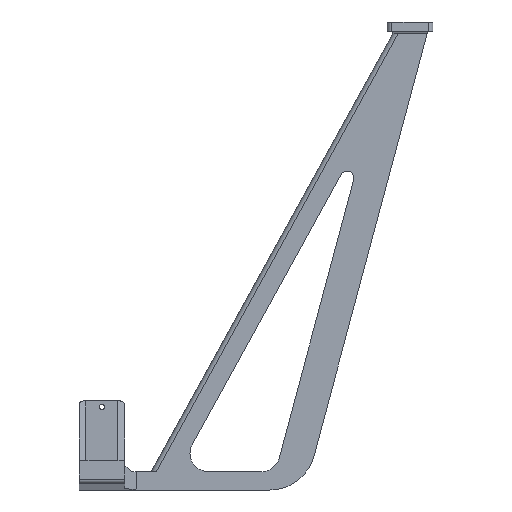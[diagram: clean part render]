
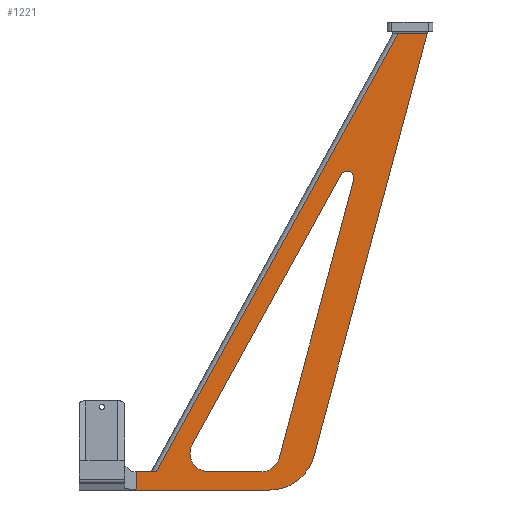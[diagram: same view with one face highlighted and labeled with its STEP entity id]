
A CAD part, left-side view. The second image highlights one B-rep face of the part: STEP entity #1221.
In plain terms, the highlighted planar face has unit normal (-1, 0, 0).
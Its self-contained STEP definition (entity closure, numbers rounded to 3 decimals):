
#12 = DIRECTION ( 'NONE',  ( 0., -1., 0. ) ) ;
#21 = AXIS2_PLACEMENT_3D ( 'NONE', #2094, #1891, #235 ) ;
#25 = VECTOR ( 'NONE', #1431, 1000. ) ;
#31 = VECTOR ( 'NONE', #1671, 1000. ) ;
#34 = CARTESIAN_POINT ( 'NONE',  ( 42.5, 2.083, 0.558 ) ) ;
#41 = EDGE_CURVE ( 'NONE', #1878, #2606, #1354, .T. ) ;
#42 = CARTESIAN_POINT ( 'NONE',  ( 42.5, 40.195, -62.856 ) ) ;
#56 = DIRECTION ( 'NONE',  ( 0., 0., 1. ) ) ;
#66 = DIRECTION ( 'NONE',  ( 0., 0., 1. ) ) ;
#78 = DIRECTION ( 'NONE',  ( 0., 0., 1. ) ) ;
#127 = ORIENTED_EDGE ( 'NONE', *, *, #443, .T. ) ;
#159 = VERTEX_POINT ( 'NONE', #1018 ) ;
#199 = AXIS2_PLACEMENT_3D ( 'NONE', #1998, #744, #78 ) ;
#235 = DIRECTION ( 'NONE',  ( 0., 0., 1. ) ) ;
#274 = CARTESIAN_POINT ( 'NONE',  ( 42.5, 37.568, -64.305 ) ) ;
#281 = CIRCLE ( 'NONE', #21, 8. ) ;
#284 = VECTOR ( 'NONE', #2682, 1000. ) ;
#291 = EDGE_CURVE ( 'NONE', #2606, #334, #446, .T. ) ;
#312 = DIRECTION ( 'NONE',  ( 0., 0., -1. ) ) ;
#325 = EDGE_CURVE ( 'NONE', #334, #2593, #764, .T. ) ;
#334 = VERTEX_POINT ( 'NONE', #1478 ) ;
#364 = VERTEX_POINT ( 'NONE', #2120 ) ;
#377 = AXIS2_PLACEMENT_3D ( 'NONE', #1687, #2526, #636 ) ;
#395 = LINE ( 'NONE', #1437, #1742 ) ;
#443 = EDGE_CURVE ( 'NONE', #716, #1046, #1078, .T. ) ;
#446 = LINE ( 'NONE', #2539, #540 ) ;
#451 = VERTEX_POINT ( 'NONE', #1983 ) ;
#492 = DIRECTION ( 'NONE',  ( 0., 0., 1. ) ) ;
#495 = ORIENTED_EDGE ( 'NONE', *, *, #2366, .T. ) ;
#501 = CARTESIAN_POINT ( 'NONE',  ( 42.5, 0., -193. ) ) ;
#513 = CARTESIAN_POINT ( 'NONE',  ( 42.5, 130., -201. ) ) ;
#540 = VECTOR ( 'NONE', #12, 1000. ) ;
#551 = ORIENTED_EDGE ( 'NONE', *, *, #741, .T. ) ;
#636 = DIRECTION ( 'NONE',  ( 0., 0., 1. ) ) ;
#716 = VERTEX_POINT ( 'NONE', #1056 ) ;
#724 = CIRCLE ( 'NONE', #1300, 8. ) ;
#738 = ORIENTED_EDGE ( 'NONE', *, *, #325, .T. ) ;
#741 = EDGE_CURVE ( 'NONE', #451, #1909, #281, .T. ) ;
#744 = DIRECTION ( 'NONE',  ( 1., 0., 0. ) ) ;
#764 = CIRCLE ( 'NONE', #377, 20. ) ;
#765 = ORIENTED_EDGE ( 'NONE', *, *, #1818, .T. ) ;
#785 = CARTESIAN_POINT ( 'NONE',  ( 42.5, 34.671, -65.082 ) ) ;
#814 = LINE ( 'NONE', #2669, #25 ) ;
#823 = CIRCLE ( 'NONE', #2362, 3. ) ;
#845 = ORIENTED_EDGE ( 'NONE', *, *, #2241, .T. ) ;
#880 = FACE_OUTER_BOUND ( 'NONE', #2238, .T. ) ;
#891 = DIRECTION ( 'NONE',  ( 0., 1., 0. ) ) ;
#918 = CARTESIAN_POINT ( 'NONE',  ( 42.5, 2.5, -1. ) ) ;
#951 = LINE ( 'NONE', #2182, #1128 ) ;
#966 = EDGE_CURVE ( 'NONE', #364, #2490, #2469, .T. ) ;
#1017 = EDGE_CURVE ( 'NONE', #2256, #159, #814, .T. ) ;
#1018 = CARTESIAN_POINT ( 'NONE',  ( 42.5, 121.109, -193. ) ) ;
#1046 = VERTEX_POINT ( 'NONE', #785 ) ;
#1056 = CARTESIAN_POINT ( 'NONE',  ( 42.5, 37.568, -61.305 ) ) ;
#1078 = CIRCLE ( 'NONE', #199, 3. ) ;
#1125 = AXIS2_PLACEMENT_3D ( 'NONE', #1550, #2592, #492 ) ;
#1128 = VECTOR ( 'NONE', #1979, 1000. ) ;
#1137 = EDGE_CURVE ( 'NONE', #2593, #1250, #2090, .T. ) ;
#1158 = LINE ( 'NONE', #1332, #2610 ) ;
#1221 = ADVANCED_FACE ( 'NONE', ( #880, #1720 ), #2581, .T. ) ;
#1240 = DIRECTION ( 'NONE',  ( 0., 1., 0. ) ) ;
#1250 = VERTEX_POINT ( 'NONE', #918 ) ;
#1271 = EDGE_CURVE ( 'NONE', #2311, #364, #724, .T. ) ;
#1300 = AXIS2_PLACEMENT_3D ( 'NONE', #2567, #1760, #56 ) ;
#1316 = EDGE_CURVE ( 'NONE', #1250, #2256, #1158, .T. ) ;
#1332 = CARTESIAN_POINT ( 'NONE',  ( 42.5, -6.555, -1. ) ) ;
#1342 = DIRECTION ( 'NONE',  ( 0., 1., 0. ) ) ;
#1347 = EDGE_CURVE ( 'NONE', #1046, #451, #951, .T. ) ;
#1354 = LINE ( 'NONE', #1782, #1771 ) ;
#1397 = ORIENTED_EDGE ( 'NONE', *, *, #41, .T. ) ;
#1431 = DIRECTION ( 'NONE',  ( 0., 0.483, -0.876 ) ) ;
#1437 = CARTESIAN_POINT ( 'NONE',  ( 42.5, 0., -193. ) ) ;
#1478 = CARTESIAN_POINT ( 'NONE',  ( 42.5, 71.436, -201. ) ) ;
#1539 = ORIENTED_EDGE ( 'NONE', *, *, #1137, .T. ) ;
#1549 = LINE ( 'NONE', #501, #2054 ) ;
#1550 = CARTESIAN_POINT ( 'NONE',  ( 42.5, 0., 0. ) ) ;
#1575 = CARTESIAN_POINT ( 'NONE',  ( 42.5, 98.425, -193. ) ) ;
#1671 = DIRECTION ( 'NONE',  ( 0., -0.259, 0.966 ) ) ;
#1687 = CARTESIAN_POINT ( 'NONE',  ( 42.5, 71.436, -181. ) ) ;
#1691 = ORIENTED_EDGE ( 'NONE', *, *, #1316, .T. ) ;
#1720 = FACE_BOUND ( 'NONE', #2146, .T. ) ;
#1742 = VECTOR ( 'NONE', #1240, 1000. ) ;
#1760 = DIRECTION ( 'NONE',  ( 1., 0., 0. ) ) ;
#1771 = VECTOR ( 'NONE', #312, 1000. ) ;
#1782 = CARTESIAN_POINT ( 'NONE',  ( 42.5, 130., 0. ) ) ;
#1792 = CARTESIAN_POINT ( 'NONE',  ( 42.5, 130., -193. ) ) ;
#1814 = ORIENTED_EDGE ( 'NONE', *, *, #291, .T. ) ;
#1818 = EDGE_CURVE ( 'NONE', #159, #1878, #395, .T. ) ;
#1878 = VERTEX_POINT ( 'NONE', #1792 ) ;
#1891 = DIRECTION ( 'NONE',  ( 1., 0., 0. ) ) ;
#1909 = VERTEX_POINT ( 'NONE', #2011 ) ;
#1948 = DIRECTION ( 'NONE',  ( 1., 0., 0. ) ) ;
#1979 = DIRECTION ( 'NONE',  ( 0., 0.259, -0.966 ) ) ;
#1983 = CARTESIAN_POINT ( 'NONE',  ( 42.5, 67.357, -187.071 ) ) ;
#1998 = CARTESIAN_POINT ( 'NONE',  ( 42.5, 37.568, -64.305 ) ) ;
#2011 = CARTESIAN_POINT ( 'NONE',  ( 42.5, 75.085, -193. ) ) ;
#2054 = VECTOR ( 'NONE', #1342, 1000. ) ;
#2090 = LINE ( 'NONE', #34, #31 ) ;
#2094 = CARTESIAN_POINT ( 'NONE',  ( 42.5, 75.085, -185. ) ) ;
#2120 = CARTESIAN_POINT ( 'NONE',  ( 42.5, 105.43, -181.136 ) ) ;
#2146 = EDGE_LOOP ( 'NONE', ( #495, #2670, #2183, #845, #127, #2225, #551 ) ) ;
#2182 = CARTESIAN_POINT ( 'NONE',  ( 42.5, 16.078, 4.308 ) ) ;
#2183 = ORIENTED_EDGE ( 'NONE', *, *, #966, .T. ) ;
#2203 = CARTESIAN_POINT ( 'NONE',  ( 42.5, 52.118, -186.176 ) ) ;
#2225 = ORIENTED_EDGE ( 'NONE', *, *, #1347, .T. ) ;
#2238 = EDGE_LOOP ( 'NONE', ( #1691, #2363, #765, #1397, #1814, #738, #1539 ) ) ;
#2241 = EDGE_CURVE ( 'NONE', #2490, #716, #823, .T. ) ;
#2256 = VERTEX_POINT ( 'NONE', #2432 ) ;
#2311 = VERTEX_POINT ( 'NONE', #1575 ) ;
#2362 = AXIS2_PLACEMENT_3D ( 'NONE', #274, #1948, #66 ) ;
#2363 = ORIENTED_EDGE ( 'NONE', *, *, #1017, .T. ) ;
#2366 = EDGE_CURVE ( 'NONE', #1909, #2311, #1549, .T. ) ;
#2432 = CARTESIAN_POINT ( 'NONE',  ( 42.5, 15.216, -1. ) ) ;
#2469 = LINE ( 'NONE', #2696, #284 ) ;
#2490 = VERTEX_POINT ( 'NONE', #42 ) ;
#2526 = DIRECTION ( 'NONE',  ( -1., 0., 0. ) ) ;
#2539 = CARTESIAN_POINT ( 'NONE',  ( 42.5, 0., -201. ) ) ;
#2567 = CARTESIAN_POINT ( 'NONE',  ( 42.5, 98.425, -185. ) ) ;
#2581 = PLANE ( 'NONE',  #1125 ) ;
#2592 = DIRECTION ( 'NONE',  ( -1., 0., 0. ) ) ;
#2593 = VERTEX_POINT ( 'NONE', #2203 ) ;
#2606 = VERTEX_POINT ( 'NONE', #513 ) ;
#2610 = VECTOR ( 'NONE', #891, 1000. ) ;
#2669 = CARTESIAN_POINT ( 'NONE',  ( 42.5, 11.244, 6.201 ) ) ;
#2670 = ORIENTED_EDGE ( 'NONE', *, *, #1271, .T. ) ;
#2682 = DIRECTION ( 'NONE',  ( 0., -0.483, 0.876 ) ) ;
#2696 = CARTESIAN_POINT ( 'NONE',  ( 42.5, 4.239, 2.338 ) ) ;
